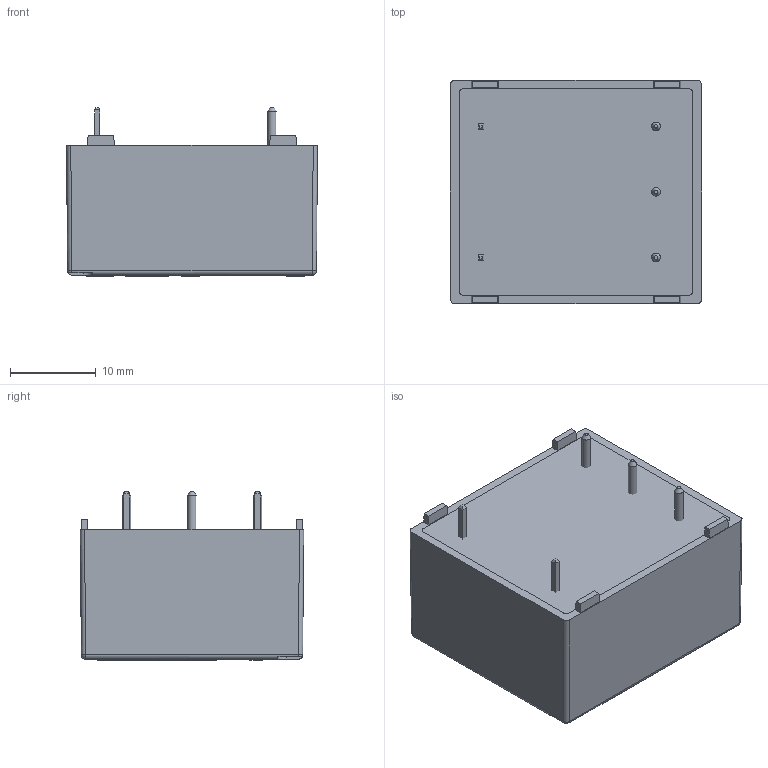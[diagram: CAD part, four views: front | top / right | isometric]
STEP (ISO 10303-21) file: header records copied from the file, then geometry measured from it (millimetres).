
FILE_DESCRIPTION(/* description */ ('CoCreate Modeling STEP Export'),/* implementation_level */ '2;1');
FILE_NAME(/* name */ 'LV20-P2.stp',/* time_stamp */ '2023-10-17T13:15:23-03:00',/* author */ ('rogerio.marcondeli'),/* organization */ (''),/* preprocessor_version */ 'ST-DEVELOPER v18.1',/* originating_system */ 'Autodesk Inventor 2022',/* authorisation */ '');
FILE_SCHEMA (('AUTOMOTIVE_DESIGN { 1 0 10303 214 3 1 1 }'));
Length unit declared in the file: millimetre
Products named in the file (10): LV20-P; boitier_blackbox; Pins_mesure; pin_mesure_Plus; pin_mesure_Moins; pin_mesure_M; pins.1.1; pin_bobinage; pin_bobinage.1; moulage
Assembly tree (9 placements, depth 3):
  LV20-P
    boitier_blackbox
    Pins_mesure
      pin_mesure_Plus
      pin_mesure_Moins
      pin_mesure_M
    pins.1.1
      pin_bobinage
      pin_bobinage.1
    moulage
Bounding box: 29.2 x 26 x 19.75 mm (x, y, z)
Volume: 11411.6 mm3; surface area: 4940.7 mm2
Topology: 7 solids, 7 shells, 674 faces, 1746 edges, 1135 vertices
Faces by surface type: plane 491, cylinder 101, bspline 72, cone 6, sphere 4
Full cylindrical faces by diameter (mm): 0.525 x1, 1 x3, 1.793 x1, 1.972 x1
Entity records: 23457 total; most frequent: CARTESIAN_POINT 6907, ORIENTED_EDGE 3486, DIRECTION 3058, EDGE_CURVE 1743, LINE 1382, VECTOR 1382, VERTEX_POINT 1135, AXIS2_PLACEMENT_3D 838
